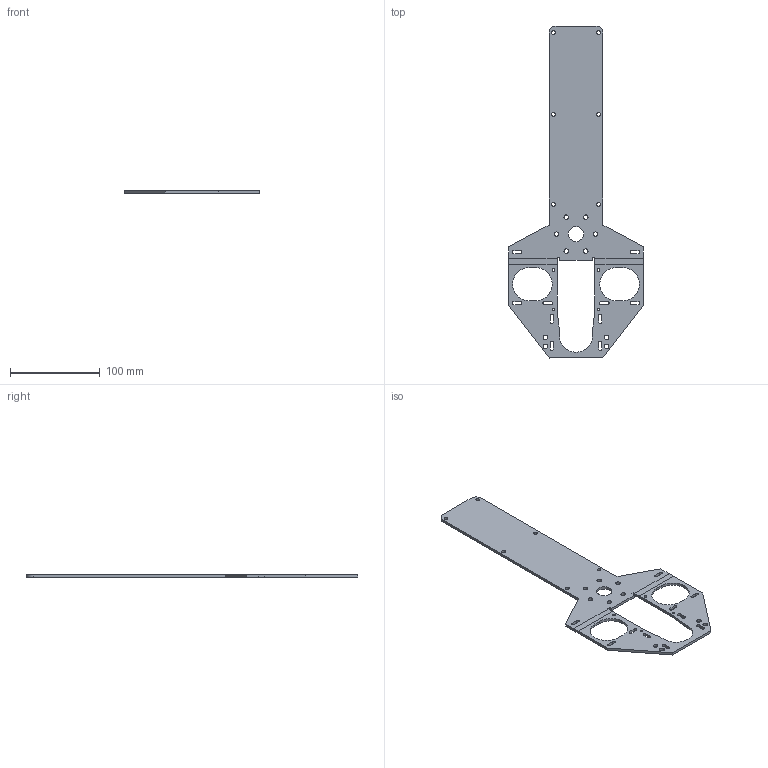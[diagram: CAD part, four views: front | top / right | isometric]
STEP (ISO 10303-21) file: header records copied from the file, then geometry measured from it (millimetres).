
FILE_DESCRIPTION(/* description */ (''),/* implementation_level */ '2;1');
FILE_NAME(/* name */ 'blacha 410x180 v6.step',/* time_stamp */ '2024-05-28T16:44:25+02:00',/* author */ (''),/* organization */ (''),/* preprocessor_version */ 'ST-DEVELOPER v20',/* originating_system */ 'Autodesk Translation Framework v13.14.0.145',/* authorisation */ '');
FILE_SCHEMA (('AUTOMOTIVE_DESIGN { 1 0 10303 214 3 1 1 }'));
Length unit declared in the file: millimetre
Products named in the file (2): blacha 410x180; Przegub 4
Assembly tree (1 placements, depth 2):
  blacha 410x180
    Przegub 4
Bounding box: 150 x 369.29 x 3 mm (x, y, z)
Volume: 72618.3 mm3; surface area: 54580.2 mm2
Topology: 1 solids, 1 shells, 109 faces, 311 edges, 202 vertices
Faces by surface type: plane 61, cylinder 48
Full cylindrical faces by diameter (mm): 3 x4, 4.2 x6, 5 x10, 16.9 x1
Entity records: 3749 total; most frequent: DIRECTION 631, CARTESIAN_POINT 625, ORIENTED_EDGE 622, EDGE_CURVE 311, LINE 215, VECTOR 215, AXIS2_PLACEMENT_3D 208, VERTEX_POINT 202
